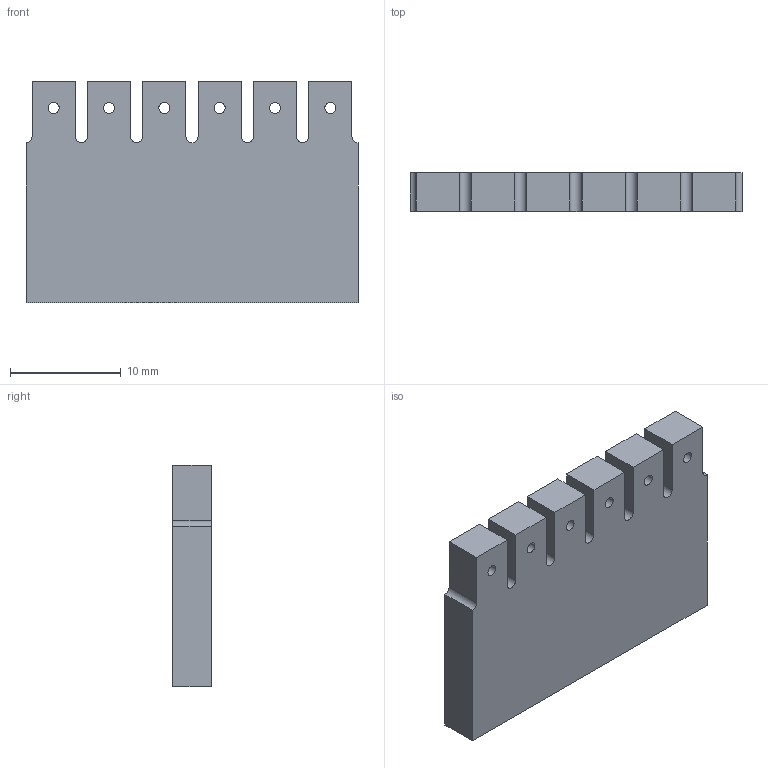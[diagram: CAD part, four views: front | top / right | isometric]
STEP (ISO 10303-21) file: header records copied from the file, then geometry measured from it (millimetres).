
FILE_DESCRIPTION(/* description */ (''),/* implementation_level */ '2;1');
FILE_NAME(/* name */ 'WEKA V2.2 v4.step',/* time_stamp */ '2024-07-25T21:53:40-04:00',/* author */ (''),/* organization */ (''),/* preprocessor_version */ 'ST-DEVELOPER v20',/* originating_system */ 'Autodesk Translation Framework v13.14.0.145',/* authorisation */ '');
FILE_SCHEMA (('AUTOMOTIVE_DESIGN { 1 0 10303 214 3 1 1 }'));
Length unit declared in the file: millimetre
Products named in the file (1): WEKA V2.2
Bounding box: 30 x 3.51 x 20 mm (x, y, z)
Volume: 1959.4 mm3; surface area: 1720.9 mm2
Topology: 1 solids, 1 shells, 84 faces, 234 edges, 156 vertices
Faces by surface type: plane 55, cylinder 29
Full cylindrical faces by diameter (mm): 1 x6
Entity records: 2777 total; most frequent: CARTESIAN_POINT 475, ORIENTED_EDGE 468, DIRECTION 462, EDGE_CURVE 234, LINE 176, VECTOR 176, VERTEX_POINT 156, AXIS2_PLACEMENT_3D 143
